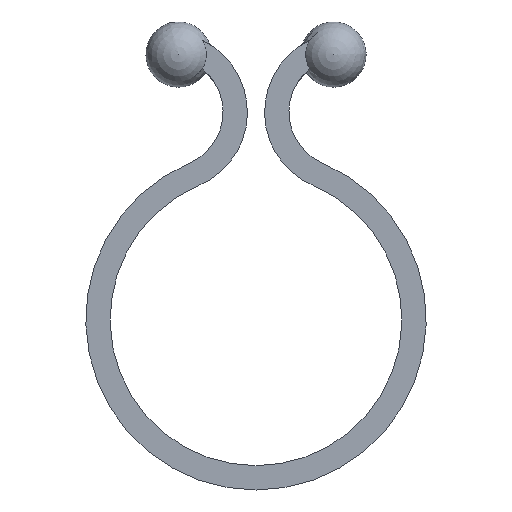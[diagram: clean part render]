
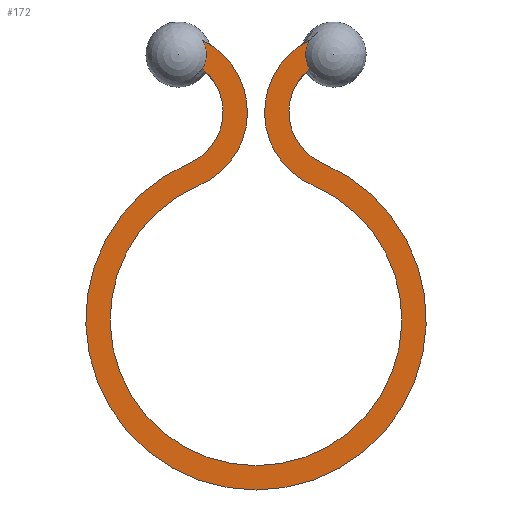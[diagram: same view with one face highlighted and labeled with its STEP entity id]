
A CAD part, front view. The second image highlights one B-rep face of the part: STEP entity #172.
In plain terms, the highlighted planar face has unit normal (0, -1, 0).
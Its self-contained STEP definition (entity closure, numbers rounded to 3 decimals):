
#20=PLANE('',#207);
#36=CIRCLE('',#190,2.457);
#39=CIRCLE('',#194,4.903);
#40=CIRCLE('',#196,7.053);
#42=CIRCLE('',#199,15.05);
#44=CIRCLE('',#202,12.9);
#46=CIRCLE('',#205,4.903);
#48=CIRCLE('',#208,7.053);
#49=CIRCLE('',#209,2.457);
#76=ORIENTED_EDGE('',*,*,#119,.F.);
#77=ORIENTED_EDGE('',*,*,#120,.T.);
#78=ORIENTED_EDGE('',*,*,#116,.T.);
#79=ORIENTED_EDGE('',*,*,#110,.T.);
#80=ORIENTED_EDGE('',*,*,#105,.T.);
#81=ORIENTED_EDGE('',*,*,#101,.T.);
#82=ORIENTED_EDGE('',*,*,#107,.F.);
#83=ORIENTED_EDGE('',*,*,#113,.F.);
#101=EDGE_CURVE('',#126,#124,#36,.F.);
#105=EDGE_CURVE('',#129,#126,#39,.T.);
#107=EDGE_CURVE('',#130,#124,#40,.T.);
#110=EDGE_CURVE('',#132,#129,#42,.T.);
#113=EDGE_CURVE('',#134,#130,#44,.T.);
#116=EDGE_CURVE('',#136,#132,#46,.T.);
#119=EDGE_CURVE('',#138,#134,#48,.T.);
#120=EDGE_CURVE('',#138,#136,#49,.F.);
#124=VERTEX_POINT('',#280);
#126=VERTEX_POINT('',#283);
#129=VERTEX_POINT('',#295);
#130=VERTEX_POINT('',#299);
#132=VERTEX_POINT('',#305);
#134=VERTEX_POINT('',#311);
#136=VERTEX_POINT('',#317);
#138=VERTEX_POINT('',#327);
#150=EDGE_LOOP('',(#76,#77,#78,#79,#80,#81,#82,#83));
#160=FACE_BOUND('',#150,.T.);
#172=ADVANCED_FACE('',(#160),#20,.T.);
#190=AXIS2_PLACEMENT_3D('',#282,#219,#220);
#194=AXIS2_PLACEMENT_3D('',#294,#227,#228);
#196=AXIS2_PLACEMENT_3D('',#298,#232,#233);
#199=AXIS2_PLACEMENT_3D('',#304,#239,#240);
#202=AXIS2_PLACEMENT_3D('',#310,#246,#247);
#205=AXIS2_PLACEMENT_3D('',#316,#253,#254);
#207=AXIS2_PLACEMENT_3D('',#325,#257,#258);
#208=AXIS2_PLACEMENT_3D('',#326,#259,#260);
#209=AXIS2_PLACEMENT_3D('',#328,#261,#262);
#219=DIRECTION('',(0.,-1.,0.));
#220=DIRECTION('',(0.,0.,-1.));
#227=DIRECTION('',(0.,1.,0.));
#228=DIRECTION('',(-0.392,0.,-0.92));
#232=DIRECTION('',(0.,1.,0.));
#233=DIRECTION('',(-0.392,0.,-0.92));
#239=DIRECTION('',(0.,-1.,0.));
#240=DIRECTION('',(-0.392,0.,0.92));
#246=DIRECTION('',(0.,-1.,0.));
#247=DIRECTION('',(-0.392,0.,0.92));
#253=DIRECTION('',(0.,1.,0.));
#254=DIRECTION('',(0.332,0.,0.943));
#257=DIRECTION('',(0.,-1.,0.));
#258=DIRECTION('',(0.,0.,-1.));
#259=DIRECTION('',(0.,1.,0.));
#260=DIRECTION('',(0.332,0.,0.943));
#261=DIRECTION('',(0.,-1.,0.));
#262=DIRECTION('',(0.,0.,-1.));
#280=CARTESIAN_POINT('',(4.739,-1.54,39.758));
#282=CARTESIAN_POINT('',(6.85,-1.54,38.5));
#283=CARTESIAN_POINT('',(4.744,-1.54,37.234));
#294=CARTESIAN_POINT('',(7.814,-1.54,33.41));
#295=CARTESIAN_POINT('',(5.893,-1.54,28.898));
#298=CARTESIAN_POINT('',(7.814,-1.54,33.41));
#299=CARTESIAN_POINT('',(5.051,-1.54,26.92));
#304=CARTESIAN_POINT('',(0.,-1.54,15.05));
#305=CARTESIAN_POINT('',(-5.893,-1.54,28.898));
#310=CARTESIAN_POINT('',(0.,-1.54,15.05));
#311=CARTESIAN_POINT('',(-5.051,-1.54,26.92));
#316=CARTESIAN_POINT('',(-7.814,-1.54,33.41));
#317=CARTESIAN_POINT('',(-4.744,-1.54,37.234));
#325=CARTESIAN_POINT('',(-6.187,-1.54,38.036));
#326=CARTESIAN_POINT('',(-7.814,-1.54,33.41));
#327=CARTESIAN_POINT('',(-4.739,-1.54,39.758));
#328=CARTESIAN_POINT('',(-6.85,-1.54,38.5));
